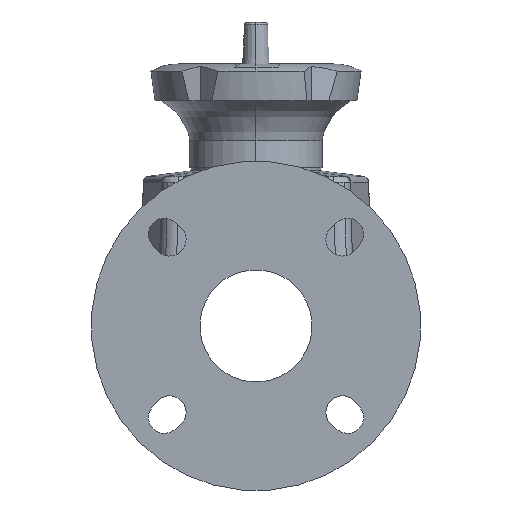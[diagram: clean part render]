
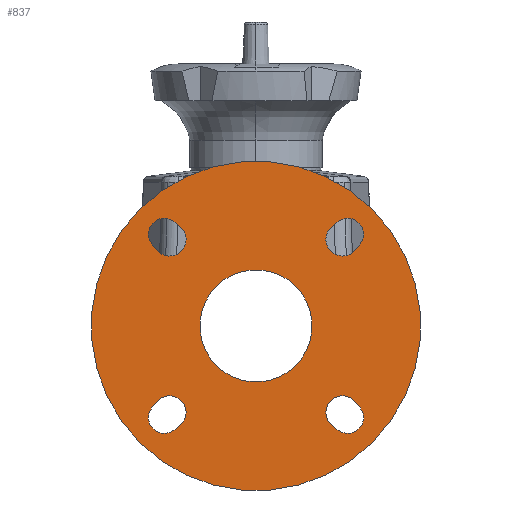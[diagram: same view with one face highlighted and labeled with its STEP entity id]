
A CAD part, left-side view. The second image highlights one B-rep face of the part: STEP entity #837.
In plain terms, the highlighted planar face has unit normal (-1, 0, 0).
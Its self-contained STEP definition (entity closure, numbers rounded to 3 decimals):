
#837=ADVANCED_FACE('',(#1663,#1664,#1665,#1666,#1667,#1668),#1669,.T.);
#1663=FACE_OUTER_BOUND('',#3860,.T.);
#1664=FACE_BOUND('',#3861,.T.);
#1665=FACE_BOUND('',#3862,.T.);
#1666=FACE_BOUND('',#3863,.T.);
#1667=FACE_BOUND('',#3864,.T.);
#1668=FACE_BOUND('',#3865,.T.);
#1669=PLANE('',#3866);
#3860=EDGE_LOOP('',(#6073,#6074));
#3861=EDGE_LOOP('',(#6075,#6076,#6077,#6078,#6079));
#3862=EDGE_LOOP('',(#6080,#6081,#6082,#6083,#6084));
#3863=EDGE_LOOP('',(#6085,#6086,#6087,#6088,#6089));
#3864=EDGE_LOOP('',(#6090,#6091,#6092,#6093,#6094));
#3865=EDGE_LOOP('',(#6095,#6096));
#3866=AXIS2_PLACEMENT_3D('',#6097,#6098,#6099);
#6073=ORIENTED_EDGE('',*,*,#6949,.T.);
#6074=ORIENTED_EDGE('',*,*,#7041,.T.);
#6075=ORIENTED_EDGE('',*,*,#6978,.T.);
#6076=ORIENTED_EDGE('',*,*,#6989,.T.);
#6077=ORIENTED_EDGE('',*,*,#6984,.T.);
#6078=ORIENTED_EDGE('',*,*,#6974,.T.);
#6079=ORIENTED_EDGE('',*,*,#6982,.T.);
#6080=ORIENTED_EDGE('',*,*,#6993,.T.);
#6081=ORIENTED_EDGE('',*,*,#7004,.T.);
#6082=ORIENTED_EDGE('',*,*,#6999,.T.);
#6083=ORIENTED_EDGE('',*,*,#6969,.T.);
#6084=ORIENTED_EDGE('',*,*,#6997,.T.);
#6085=ORIENTED_EDGE('',*,*,#7008,.T.);
#6086=ORIENTED_EDGE('',*,*,#7019,.T.);
#6087=ORIENTED_EDGE('',*,*,#7014,.T.);
#6088=ORIENTED_EDGE('',*,*,#6964,.T.);
#6089=ORIENTED_EDGE('',*,*,#7012,.T.);
#6090=ORIENTED_EDGE('',*,*,#7023,.T.);
#6091=ORIENTED_EDGE('',*,*,#7034,.T.);
#6092=ORIENTED_EDGE('',*,*,#7029,.T.);
#6093=ORIENTED_EDGE('',*,*,#6959,.T.);
#6094=ORIENTED_EDGE('',*,*,#7027,.T.);
#6095=ORIENTED_EDGE('',*,*,#6942,.F.);
#6096=ORIENTED_EDGE('',*,*,#7043,.F.);
#6097=CARTESIAN_POINT('',(-145.0,-22.627,-22.627));
#6098=DIRECTION('',(-1.0,0.,0.0));
#6099=DIRECTION('',(0.,-0.707,0.707));
#6942=EDGE_CURVE('',#8236,#8239,#8240,.T.);
#6949=EDGE_CURVE('',#8246,#8250,#8252,.T.);
#6959=EDGE_CURVE('',#8264,#8268,#8270,.T.);
#6964=EDGE_CURVE('',#8273,#8277,#8279,.T.);
#6969=EDGE_CURVE('',#8282,#8286,#8288,.T.);
#6974=EDGE_CURVE('',#8291,#8295,#8297,.T.);
#6978=EDGE_CURVE('',#8304,#8302,#8305,.T.);
#6982=EDGE_CURVE('',#8295,#8304,#8309,.T.);
#6984=EDGE_CURVE('',#8311,#8291,#8312,.T.);
#6989=EDGE_CURVE('',#8302,#8311,#8318,.T.);
#6993=EDGE_CURVE('',#8325,#8323,#8326,.T.);
#6997=EDGE_CURVE('',#8286,#8325,#8330,.T.);
#6999=EDGE_CURVE('',#8332,#8282,#8333,.T.);
#7004=EDGE_CURVE('',#8323,#8332,#8339,.T.);
#7008=EDGE_CURVE('',#8346,#8344,#8347,.T.);
#7012=EDGE_CURVE('',#8277,#8346,#8351,.T.);
#7014=EDGE_CURVE('',#8353,#8273,#8354,.T.);
#7019=EDGE_CURVE('',#8344,#8353,#8360,.T.);
#7023=EDGE_CURVE('',#8367,#8365,#8368,.T.);
#7027=EDGE_CURVE('',#8268,#8367,#8372,.T.);
#7029=EDGE_CURVE('',#8374,#8264,#8375,.T.);
#7034=EDGE_CURVE('',#8365,#8374,#8381,.T.);
#7041=EDGE_CURVE('',#8250,#8246,#8388,.T.);
#7043=EDGE_CURVE('',#8239,#8236,#8390,.T.);
#8236=VERTEX_POINT('',#10428);
#8239=VERTEX_POINT('',#10432);
#8240=CIRCLE('',#10433,32.0);
#8246=VERTEX_POINT('',#10440);
#8250=VERTEX_POINT('',#10445);
#8252=CIRCLE('',#10448,94.0);
#8264=VERTEX_POINT('',#10462);
#8268=VERTEX_POINT('',#10467);
#8270=CIRCLE('',#10470,9.5);
#8273=VERTEX_POINT('',#10473);
#8277=VERTEX_POINT('',#10478);
#8279=CIRCLE('',#10481,9.5);
#8282=VERTEX_POINT('',#10484);
#8286=VERTEX_POINT('',#10489);
#8288=CIRCLE('',#10492,9.5);
#8291=VERTEX_POINT('',#10495);
#8295=VERTEX_POINT('',#10500);
#8297=CIRCLE('',#10503,9.5);
#8302=VERTEX_POINT('',#10508);
#8304=VERTEX_POINT('',#10511);
#8305=CIRCLE('',#10512,9.0);
#8309=LINE('',#10518,#10519);
#8311=VERTEX_POINT('',#10521);
#8312=CIRCLE('',#10522,9.5);
#8318=LINE('',#10530,#10531);
#8323=VERTEX_POINT('',#10536);
#8325=VERTEX_POINT('',#10539);
#8326=CIRCLE('',#10540,9.0);
#8330=LINE('',#10546,#10547);
#8332=VERTEX_POINT('',#10549);
#8333=CIRCLE('',#10550,9.5);
#8339=LINE('',#10558,#10559);
#8344=VERTEX_POINT('',#10564);
#8346=VERTEX_POINT('',#10567);
#8347=CIRCLE('',#10568,9.0);
#8351=LINE('',#10574,#10575);
#8353=VERTEX_POINT('',#10577);
#8354=CIRCLE('',#10578,9.5);
#8360=LINE('',#10586,#10587);
#8365=VERTEX_POINT('',#10592);
#8367=VERTEX_POINT('',#10595);
#8368=CIRCLE('',#10596,9.0);
#8372=LINE('',#10602,#10603);
#8374=VERTEX_POINT('',#10605);
#8375=CIRCLE('',#10606,9.5);
#8381=LINE('',#10614,#10615);
#8388=CIRCLE('',#10622,94.0);
#8390=CIRCLE('',#10624,32.0);
#10428=CARTESIAN_POINT('',(-145.0,-22.627,-22.627));
#10432=CARTESIAN_POINT('',(-145.0,22.627,22.627));
#10433=AXIS2_PLACEMENT_3D('',#11595,#11596,#11597);
#10440=CARTESIAN_POINT('',(-145.0,-66.468,-66.468));
#10445=CARTESIAN_POINT('',(-145.0,66.468,66.468));
#10448=AXIS2_PLACEMENT_3D('',#11607,#11608,#11609);
#10462=CARTESIAN_POINT('',(-145.0,41.93,55.272));
#10467=CARTESIAN_POINT('',(-145.0,56.853,43.511));
#10470=AXIS2_PLACEMENT_3D('',#11623,#11624,#11625);
#10473=CARTESIAN_POINT('',(-145.0,55.272,-41.93));
#10478=CARTESIAN_POINT('',(-145.0,43.511,-56.853));
#10481=AXIS2_PLACEMENT_3D('',#11631,#11632,#11633);
#10484=CARTESIAN_POINT('',(-145.0,-41.93,-55.272));
#10489=CARTESIAN_POINT('',(-145.0,-56.853,-43.511));
#10492=AXIS2_PLACEMENT_3D('',#11639,#11640,#11641);
#10495=CARTESIAN_POINT('',(-145.0,-55.272,41.93));
#10500=CARTESIAN_POINT('',(-145.0,-43.511,56.853));
#10503=AXIS2_PLACEMENT_3D('',#11647,#11648,#11649);
#10508=CARTESIAN_POINT('',(-145.0,-59.465,46.826));
#10511=CARTESIAN_POINT('',(-145.0,-46.826,59.465));
#10512=AXIS2_PLACEMENT_3D('',#11654,#11655,#11656);
#10518=CARTESIAN_POINT('',(-145.0,-17.75,36.549));
#10519=VECTOR('',#11659,4.22);
#10521=CARTESIAN_POINT('',(-145.0,-56.853,43.511));
#10522=AXIS2_PLACEMENT_3D('',#11660,#11661,#11662);
#10530=CARTESIAN_POINT('',(-145.0,-35.525,16.451));
#10531=VECTOR('',#11668,4.22);
#10536=CARTESIAN_POINT('',(-145.0,-46.826,-59.465));
#10539=CARTESIAN_POINT('',(-145.0,-59.465,-46.826));
#10540=AXIS2_PLACEMENT_3D('',#11673,#11674,#11675);
#10546=CARTESIAN_POINT('',(-145.0,-45.219,-28.751));
#10547=VECTOR('',#11678,4.22);
#10549=CARTESIAN_POINT('',(-145.0,-43.511,-56.853));
#10550=AXIS2_PLACEMENT_3D('',#11679,#11680,#11681);
#10558=CARTESIAN_POINT('',(-145.0,-30.408,-46.525));
#10559=VECTOR('',#11687,4.22);
#10564=CARTESIAN_POINT('',(-145.0,59.465,-46.826));
#10567=CARTESIAN_POINT('',(-145.0,46.826,-59.465));
#10568=AXIS2_PLACEMENT_3D('',#11692,#11693,#11694);
#10574=CARTESIAN_POINT('',(-145.0,14.793,-34.219));
#10575=VECTOR('',#11697,4.22);
#10577=CARTESIAN_POINT('',(-145.0,56.853,-43.511));
#10578=AXIS2_PLACEMENT_3D('',#11698,#11699,#11700);
#10586=CARTESIAN_POINT('',(-145.0,37.855,-19.407));
#10587=VECTOR('',#11706,4.22);
#10592=CARTESIAN_POINT('',(-145.0,46.826,59.465));
#10595=CARTESIAN_POINT('',(-145.0,59.465,46.826));
#10596=AXIS2_PLACEMENT_3D('',#11711,#11712,#11713);
#10602=CARTESIAN_POINT('',(-145.0,25.549,3.793));
#10603=VECTOR('',#11716,4.22);
#10605=CARTESIAN_POINT('',(-145.0,43.511,56.853));
#10606=AXIS2_PLACEMENT_3D('',#11717,#11718,#11719);
#10614=CARTESIAN_POINT('',(-145.0,5.45,26.855));
#10615=VECTOR('',#11725,4.22);
#10622=AXIS2_PLACEMENT_3D('',#11735,#11736,#11737);
#10624=AXIS2_PLACEMENT_3D('',#11738,#11739,#11740);
#11595=CARTESIAN_POINT('',(-145.0,0.,0.));
#11596=DIRECTION('',(-1.0,0.,0.0));
#11597=DIRECTION('',(0.,-0.707,0.707));
#11607=CARTESIAN_POINT('',(-145.0,0.,0.));
#11608=DIRECTION('',(-1.0,0.,0.0));
#11609=DIRECTION('',(0.,-0.707,0.707));
#11623=CARTESIAN_POINT('',(-145.0,49.391,49.391));
#11624=DIRECTION('',(1.0,0.,0.));
#11625=DIRECTION('',(0.,-0.785,0.619));
#11631=CARTESIAN_POINT('',(-145.0,49.391,-49.391));
#11632=DIRECTION('',(1.0,0.,0.));
#11633=DIRECTION('',(0.,0.619,0.785));
#11639=CARTESIAN_POINT('',(-145.0,-49.391,-49.391));
#11640=DIRECTION('',(1.0,0.,0.));
#11641=DIRECTION('',(0.,0.785,-0.619));
#11647=CARTESIAN_POINT('',(-145.0,-49.391,49.391));
#11648=DIRECTION('',(1.0,0.,0.));
#11649=DIRECTION('',(0.,-0.619,-0.785));
#11654=CARTESIAN_POINT('',(-145.0,-52.397,52.397));
#11655=DIRECTION('',(1.0,0.,0.));
#11656=DIRECTION('',(0.,0.785,0.619));
#11659=DIRECTION('',(0.,-0.785,0.619));
#11660=CARTESIAN_POINT('',(-145.0,-49.391,49.391));
#11661=DIRECTION('',(1.0,0.,0.));
#11662=DIRECTION('',(0.,-0.619,-0.785));
#11668=DIRECTION('',(0.,0.619,-0.785));
#11673=CARTESIAN_POINT('',(-145.0,-52.397,-52.397));
#11674=DIRECTION('',(1.0,0.,0.));
#11675=DIRECTION('',(0.,-0.619,0.785));
#11678=DIRECTION('',(0.,-0.619,-0.785));
#11679=CARTESIAN_POINT('',(-145.0,-49.391,-49.391));
#11680=DIRECTION('',(1.0,0.,0.));
#11681=DIRECTION('',(0.,0.785,-0.619));
#11687=DIRECTION('',(0.,0.785,0.619));
#11692=CARTESIAN_POINT('',(-145.0,52.397,-52.397));
#11693=DIRECTION('',(1.0,0.,0.));
#11694=DIRECTION('',(0.,-0.785,-0.619));
#11697=DIRECTION('',(0.,0.785,-0.619));
#11698=CARTESIAN_POINT('',(-145.0,49.391,-49.391));
#11699=DIRECTION('',(1.0,0.,0.));
#11700=DIRECTION('',(0.,0.619,0.785));
#11706=DIRECTION('',(0.,-0.619,0.785));
#11711=CARTESIAN_POINT('',(-145.0,52.397,52.397));
#11712=DIRECTION('',(1.0,0.,0.));
#11713=DIRECTION('',(0.,0.619,-0.785));
#11716=DIRECTION('',(0.,0.619,0.785));
#11717=CARTESIAN_POINT('',(-145.0,49.391,49.391));
#11718=DIRECTION('',(1.0,0.,0.));
#11719=DIRECTION('',(0.,-0.785,0.619));
#11725=DIRECTION('',(0.,-0.785,-0.619));
#11735=CARTESIAN_POINT('',(-145.0,0.,0.));
#11736=DIRECTION('',(-1.0,0.,0.0));
#11737=DIRECTION('',(0.,-0.707,0.707));
#11738=CARTESIAN_POINT('',(-145.0,0.,0.));
#11739=DIRECTION('',(-1.0,0.,0.0));
#11740=DIRECTION('',(0.,-0.707,0.707));
